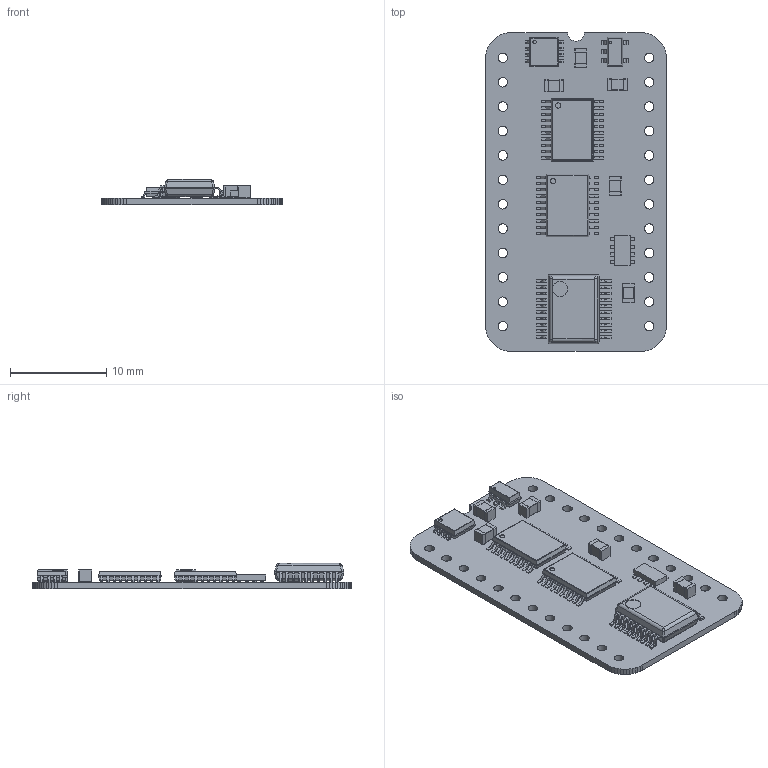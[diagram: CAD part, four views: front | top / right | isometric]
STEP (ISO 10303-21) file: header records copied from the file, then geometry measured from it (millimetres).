
FILE_DESCRIPTION(('KiCad electronic assembly'),'2;1');
FILE_NAME('Clock Hold Standard.step','2024-02-20T14:48:17',('Pcbnew'),( 'Kicad'),'Open CASCADE STEP processor 7.6','KiCad to STEP converter' ,'Unknown');
FILE_SCHEMA(('AUTOMOTIVE_DESIGN { 1 0 10303 214 1 1 1 1 }'));
Length unit declared in the file: millimetre
Products named in the file (14): Clock Hold Standard 1; C_0805_2012Metric; SOLID; AP7365-33WG-7; COMPOUND; 74LVC2G08DP-Q100H; 74LVC273PW,118; CAY16-470J4LF; SN74ABT245BDBR; Clock Hold Standard PCB
Assembly tree (18 placements, depth 3):
  Clock Hold Standard 1
    C_0805_2012Metric  x5
      SOLID
    AP7365-33WG-7
      COMPOUND
    74LVC2G08DP-Q100H
      COMPOUND
    74LVC273PW,118  x2
      COMPOUND
    CAY16-470J4LF
      COMPOUND
    SN74ABT245BDBR
      COMPOUND
    Clock Hold Standard PCB
Bounding box: 18.8 x 33.17 x 2.63 mm (x, y, z)
Volume: 560.6 mm3; surface area: 1790.9 mm2
Topology: 93 solids, 93 shells, 1402 faces, 3518 edges, 2316 vertices
Faces by surface type: plane 1013, cylinder 381, bspline 8
Full cylindrical faces by diameter (mm): 0.2 x1, 0.375 x1, 0.55 x2, 1 x24
Entity records: 67068 total; most frequent: CARTESIAN_POINT 15120, DIRECTION 9672, LINE 6495, VECTOR 6495, ORIENTED_EDGE 5046, PCURVE 5046, DEFINITIONAL_REPRESENTATION 5046, EDGE_CURVE 2523
